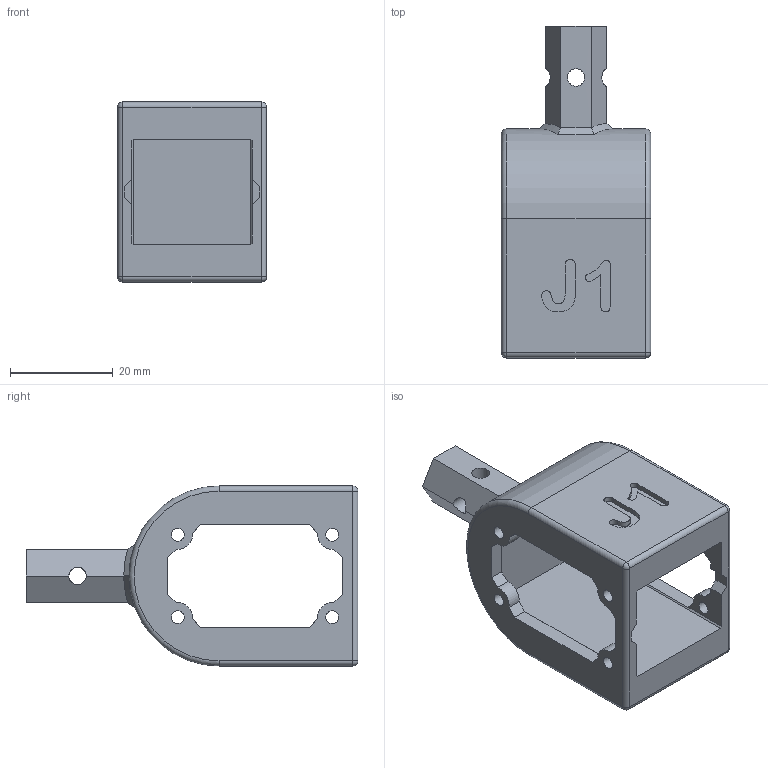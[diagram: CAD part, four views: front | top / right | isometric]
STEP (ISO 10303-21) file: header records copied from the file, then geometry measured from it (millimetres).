
FILE_DESCRIPTION(('HOOPS Exchange Step'),'2;1');
FILE_NAME('temp_export','2025-01-14T14:00:59+10:00',('mobile'),('Shapr3D Limited'),'HOOPS Exchange 2024.6','Shapr3D','Authorized');
FILE_SCHEMA( ('AP242_MANAGED_MODEL_BASED_3D_ENGINEERING_MIM_LF {1 0 10303 442 1 1 4 }') );
Length unit declared in the file: millimetre
Products named in the file (1): root
Bounding box: 29 x 64.5 x 35 mm (x, y, z)
Volume: 21619.2 mm3; surface area: 9331.1 mm2
Topology: 1 solids, 1 shells, 118 faces, 334 edges, 212 vertices
Faces by surface type: plane 67, cylinder 33, bspline 12, sphere 4, torus 2
Full cylindrical faces by diameter (mm): 2.5 x8, 3.4 x4
Entity records: 4108 total; most frequent: CARTESIAN_POINT 1016, ORIENTED_EDGE 660, DIRECTION 596, EDGE_CURVE 330, VECTOR 220, LINE 220, VERTEX_POINT 212, AXIS2_PLACEMENT_3D 188
